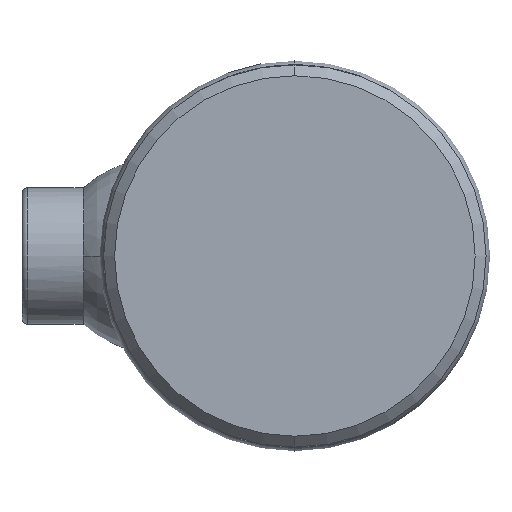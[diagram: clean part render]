
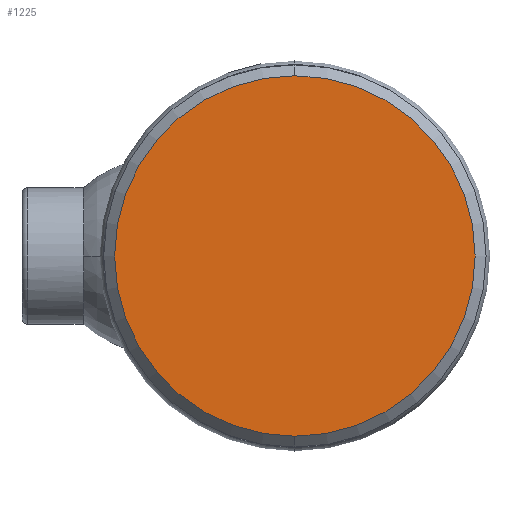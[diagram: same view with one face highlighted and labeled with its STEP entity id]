
A CAD part, left-side view. The second image highlights one B-rep face of the part: STEP entity #1225.
In plain terms, the highlighted planar face has unit normal (-1, 0, 0).
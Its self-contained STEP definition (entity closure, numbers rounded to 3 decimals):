
#1 = DIRECTION ( 'NONE',  ( 0., 0., -1. ) ) ;
#89 = EDGE_CURVE ( 'NONE', #2401, #2094, #2430, .T. ) ;
#422 = FACE_OUTER_BOUND ( 'NONE', #2271, .T. ) ;
#460 = CARTESIAN_POINT ( 'NONE',  ( 0., 0., 33. ) ) ;
#754 = AXIS2_PLACEMENT_3D ( 'NONE', #2992, #1353, #3273 ) ;
#1062 = EDGE_CURVE ( 'NONE', #2094, #2401, #1646, .T. ) ;
#1107 = DIRECTION ( 'NONE',  ( 1., 0., 0. ) ) ;
#1225 = ADVANCED_FACE ( 'NONE', ( #422 ), #2745, .F. ) ;
#1353 = DIRECTION ( 'NONE',  ( -1., 0., 0. ) ) ;
#1646 = CIRCLE ( 'NONE', #754, 33. ) ;
#1650 = CARTESIAN_POINT ( 'NONE',  ( 0., 0., 0. ) ) ;
#1881 = ORIENTED_EDGE ( 'NONE', *, *, #89, .T. ) ;
#1931 = DIRECTION ( 'NONE',  ( -1., 0., 0. ) ) ;
#2094 = VERTEX_POINT ( 'NONE', #460 ) ;
#2271 = EDGE_LOOP ( 'NONE', ( #1881, #3056 ) ) ;
#2401 = VERTEX_POINT ( 'NONE', #2978 ) ;
#2430 = CIRCLE ( 'NONE', #2731, 33. ) ;
#2731 = AXIS2_PLACEMENT_3D ( 'NONE', #1650, #1931, #1 ) ;
#2737 = AXIS2_PLACEMENT_3D ( 'NONE', #3292, #1107, #2942 ) ;
#2745 = PLANE ( 'NONE',  #2737 ) ;
#2942 = DIRECTION ( 'NONE',  ( 0., 0., -1. ) ) ;
#2978 = CARTESIAN_POINT ( 'NONE',  ( 0., 0., -33. ) ) ;
#2992 = CARTESIAN_POINT ( 'NONE',  ( 0., 0., 0. ) ) ;
#3056 = ORIENTED_EDGE ( 'NONE', *, *, #1062, .T. ) ;
#3273 = DIRECTION ( 'NONE',  ( 0., 0., -1. ) ) ;
#3292 = CARTESIAN_POINT ( 'NONE',  ( 0., 0., 0. ) ) ;
